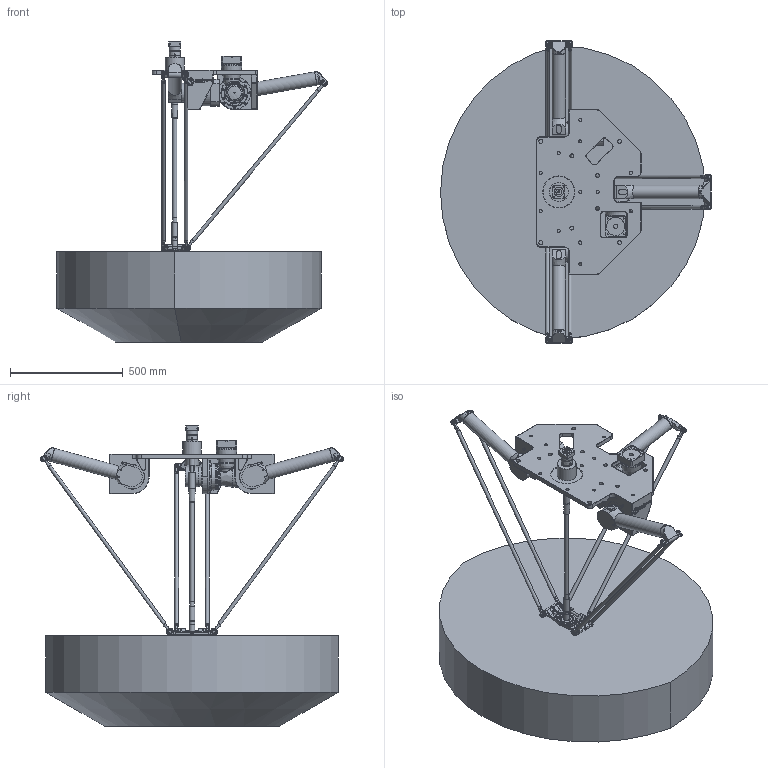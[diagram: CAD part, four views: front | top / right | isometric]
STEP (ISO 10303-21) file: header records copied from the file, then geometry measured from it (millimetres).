
FILE_DESCRIPTION(/* description */ ('Norm.iam Teamplte'),/* implementation_level */ '2;1');
FILE_NAME(/* name */ '3D-model_A_00868.stp',/* time_stamp */ '2022-02-22T15:49:35+01:00',/* author */ ('Daniel.Grischkowski'),/* organization */ (''),/* preprocessor_version */ 'ST-DEVELOPER v16.5',/* originating_system */ 'Autodesk Inventor 2017',/* authorisation */ '');
FILE_SCHEMA (('AUTOMOTIVE_DESIGN { 1 0 10303 214 3 1 1 }'));
Products named in the file (16): A_00868_DUMMY DUMMY-DELTA-Robotermechanik RLT4-1300-3kg; MT_WST00107103 Arbeitsbereich; MT_WST00107342 Getriebe; MT_WST00107341 Dummy Getriebe; MT_WST00107346 Dummy Oberarm; MT_WST00107348 Dummy Oberarm; MT_WST00107296 Dummy Oberarm; MT_WST00070385MT_WST; MT_WST00031699MT_WST; MT_WST00107294; MT_WST00107295 Dummy Werkzeugträger; MT_WST00101753 Dummy ISO Flansch; MT_WST00111206 Dummy Teleskop Oben; MT_WST00107108 Dummy Teleskop unten; MT_WST00107543 Getriebe; MT_WST00107781 Dummy Kopfplatte
Assembly tree (25 placements, depth 2):
  A_00868_DUMMY DUMMY-DELTA-Robotermechanik RLT4-1300-3kg
    MT_WST00107103 Arbeitsbereich
    MT_WST00107342 Getriebe  x2
    MT_WST00107341 Dummy Getriebe
    MT_WST00107346 Dummy Oberarm
    MT_WST00107348 Dummy Oberarm
    MT_WST00107296 Dummy Oberarm
    MT_WST00031699MT_WST  x4
    MT_WST00107294  x2
    MT_WST00070385MT_WST  x6
    MT_WST00107295 Dummy Werkzeugträger
    MT_WST00101753 Dummy ISO Flansch
    MT_WST00111206 Dummy Teleskop Oben
    MT_WST00107108 Dummy Teleskop unten
    MT_WST00107543 Getriebe
    MT_WST00107781 Dummy Kopfplatte
Bounding box: 1202.64 x 1343.44 x 1331.4 mm (x, y, z)
Volume: 423901239.5 mm3; surface area: 5483952.4 mm2
Topology: 25 solids, 26 shells, 3116 faces, 7388 edges, 4657 vertices
Faces by surface type: plane 1633, cylinder 899, cone 429, bspline 86, torus 65, sphere 4
Full cylindrical faces by diameter (mm): 1.7 x2, 2.459 x3, 3.242 x4, 3.3 x5, 4 x1, 4.5 x1, 4.917 x17, 5.188 x36, 6 x37, 6.5 x12, 6.647 x8, 7 x10, 8 x36, 8.5 x30, 9.013 x1, 9.6 x3, 11.5 x6, 11.6 x1, 12 x25, 13.835 x10, 15.98 x12, 16 x30, 17 x1, 17.5 x8, 18 x24, 19 x4, 21 x1, 25 x5, 25.8 x1, 28 x1
Entity records: 77474 total; most frequent: CARTESIAN_POINT 23996, DIRECTION 10933, ORIENTED_EDGE 9752, EDGE_CURVE 4876, AXIS2_PLACEMENT_3D 4035, VERTEX_POINT 3315, EDGE_LOOP 3103, LINE 2863
